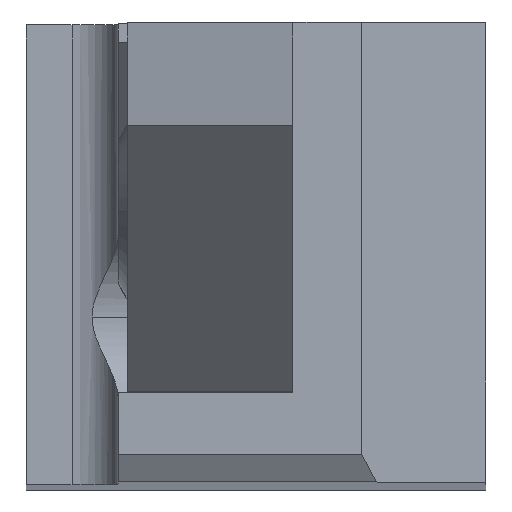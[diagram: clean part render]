
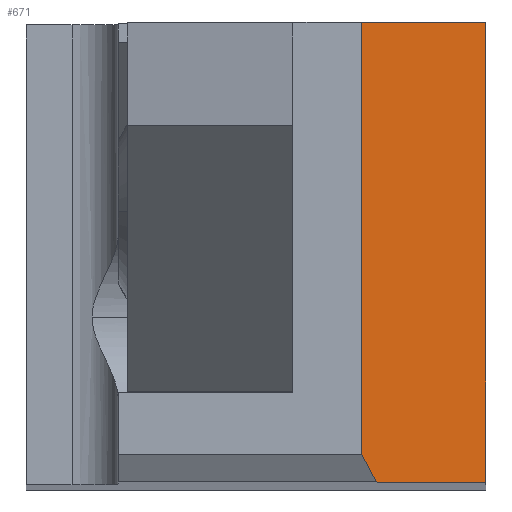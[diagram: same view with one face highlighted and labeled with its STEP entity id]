
A CAD part, top view. The second image highlights one B-rep face of the part: STEP entity #671.
In plain terms, the highlighted planar face has unit normal (0.743, 0, 0.669).
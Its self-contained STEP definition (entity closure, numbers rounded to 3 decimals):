
#12 = ORIENTED_EDGE ( 'NONE', *, *, #867, .T. ) ;
#13 = CARTESIAN_POINT ( 'NONE',  ( 68.235, 0., -56.569 ) ) ;
#89 = VECTOR ( 'NONE', #1271, 1000. ) ;
#104 = CARTESIAN_POINT ( 'NONE',  ( -6.427, 46.243, 26.352 ) ) ;
#117 = ORIENTED_EDGE ( 'NONE', *, *, #213, .T. ) ;
#148 = VERTEX_POINT ( 'NONE', #1203 ) ;
#213 = EDGE_CURVE ( 'NONE', #516, #1134, #320, .T. ) ;
#320 = LINE ( 'NONE', #353, #2037 ) ;
#333 = FACE_OUTER_BOUND ( 'NONE', #1043, .T. ) ;
#337 = EDGE_CURVE ( 'NONE', #148, #1944, #907, .T. ) ;
#343 = CARTESIAN_POINT ( 'NONE',  ( 20., 10., -2.999 ) ) ;
#353 = CARTESIAN_POINT ( 'NONE',  ( 68.235, 10., -56.569 ) ) ;
#367 = ORIENTED_EDGE ( 'NONE', *, *, #1549, .T. ) ;
#435 = CARTESIAN_POINT ( 'NONE',  ( 17.3, 136.244, 0. ) ) ;
#483 = AXIS2_PLACEMENT_3D ( 'NONE', #817, #1802, #640 ) ;
#516 = VERTEX_POINT ( 'NONE', #343 ) ;
#542 = LINE ( 'NONE', #435, #89 ) ;
#629 = CARTESIAN_POINT ( 'NONE',  ( 17.3, 0.6, 0. ) ) ;
#640 = DIRECTION ( 'NONE',  ( -0.669, 0., 0.743 ) ) ;
#671 = ADVANCED_FACE ( 'NONE', ( #333 ), #2041, .T. ) ;
#817 = CARTESIAN_POINT ( 'NONE',  ( 17.3, 136.244, 0. ) ) ;
#834 = LINE ( 'NONE', #13, #2092 ) ;
#867 = EDGE_CURVE ( 'NONE', #1134, #1944, #542, .T. ) ;
#907 = LINE ( 'NONE', #104, #1782 ) ;
#1043 = EDGE_LOOP ( 'NONE', ( #117, #12, #1145, #1046, #367 ) ) ;
#1046 = ORIENTED_EDGE ( 'NONE', *, *, #1064, .T. ) ;
#1064 = EDGE_CURVE ( 'NONE', #148, #1412, #834, .T. ) ;
#1134 = VERTEX_POINT ( 'NONE', #1871 ) ;
#1145 = ORIENTED_EDGE ( 'NONE', *, *, #337, .F. ) ;
#1203 = CARTESIAN_POINT ( 'NONE',  ( 17.612, 0., -0.346 ) ) ;
#1238 = CARTESIAN_POINT ( 'NONE',  ( 20., 0., -2.999 ) ) ;
#1271 = DIRECTION ( 'NONE',  ( 0., -1., 0. ) ) ;
#1358 = DIRECTION ( 'NONE',  ( 0.669, 0., -0.743 ) ) ;
#1412 = VERTEX_POINT ( 'NONE', #1833 ) ;
#1416 = VECTOR ( 'NONE', #1602, 1000. ) ;
#1549 = EDGE_CURVE ( 'NONE', #1412, #516, #1861, .T. ) ;
#1602 = DIRECTION ( 'NONE',  ( 0., 1., 0. ) ) ;
#1734 = DIRECTION ( 'NONE',  ( -0.669, 0., 0.743 ) ) ;
#1782 = VECTOR ( 'NONE', #1874, 1000. ) ;
#1802 = DIRECTION ( 'NONE',  ( 0.743, 0., 0.669 ) ) ;
#1833 = CARTESIAN_POINT ( 'NONE',  ( 20., 0., -2.999 ) ) ;
#1861 = LINE ( 'NONE', #1238, #1416 ) ;
#1871 = CARTESIAN_POINT ( 'NONE',  ( 17.3, 10., 0. ) ) ;
#1874 = DIRECTION ( 'NONE',  ( -0.411, 0.79, 0.456 ) ) ;
#1944 = VERTEX_POINT ( 'NONE', #629 ) ;
#2037 = VECTOR ( 'NONE', #1734, 1000. ) ;
#2041 = PLANE ( 'NONE',  #483 ) ;
#2092 = VECTOR ( 'NONE', #1358, 1000. ) ;
